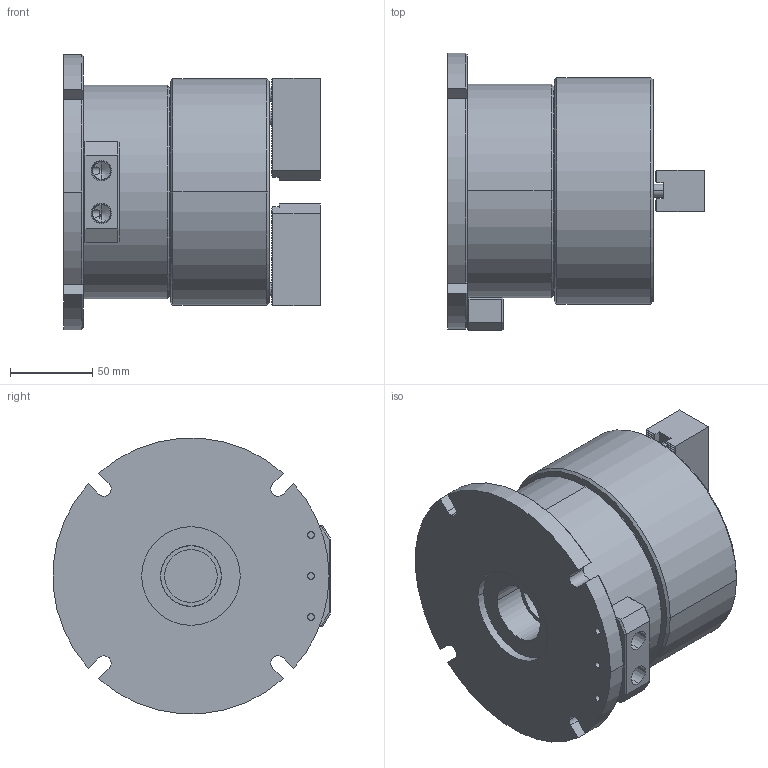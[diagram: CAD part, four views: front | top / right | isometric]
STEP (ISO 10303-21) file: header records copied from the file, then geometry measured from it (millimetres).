
FILE_DESCRIPTION (( 'STEP AP203' ), '1' );
FILE_NAME ('CF-VH2-2205.STEP', '2022-10-19T05:29:31', ( '' ), ( '' ), 'SwSTEP 2.0', 'SolidWorks 2020', '' );
FILE_SCHEMA (( 'CONFIG_CONTROL_DESIGN' ));
Length unit declared in the file: millimetre
Products named in the file (17): CF-2H-205-02000; CF-VH2-05-05000; CF-VH2-05-02000; CF-3H-205-07000; CF-2H-205_VH2-2205用組態; CF-VH2-05-03000; CF-3H-205-09000; CF-VH2-2205; VH-06-05000; SJ-05; 圓頭內六角螺栓_M5x25; 圓頭內六角螺栓_M8x20; cf-vh2-05; 圓頭內六角螺栓_M10x60; CF-2H-205-01000; 半圓頭六角孔螺栓_M4x8; CF-VH2-05-01000
Assembly tree (27 placements, depth 3):
  CF-VH2-2205
    cf-vh2-05
      CF-VH2-05-01000
      CF-VH2-05-02000
      CF-VH2-05-03000
      VH-06-05000
      圓頭內六角螺栓_M5x25  x3
    CF-2H-205_VH2-2205用組態
      CF-2H-205-01000
      CF-2H-205-02000
      CF-3H-205-07000
      CF-3H-205-09000
      SJ-05  x2
      圓頭內六角螺栓_M8x20  x3
      圓頭內六角螺栓_M10x60  x4
      半圓頭六角孔螺栓_M4x8  x4
      CF-VH2-05-05000
Bounding box: 156.2 x 168.72 x 167.44 mm (x, y, z)
Volume: 1760210 mm3; surface area: 309564.6 mm2
Topology: 25 solids, 25 shells, 1410 faces, 3716 edges, 2374 vertices
Faces by surface type: plane 809, cylinder 418, cone 170, torus 13
Entity records: 27161 total; most frequent: CARTESIAN_POINT 5114, ORIENTED_EDGE 4200, DIRECTION 4134, EDGE_CURVE 2100, AXIS2_PLACEMENT_3D 1404, VERTEX_POINT 1360, LINE 1326, VECTOR 1326
